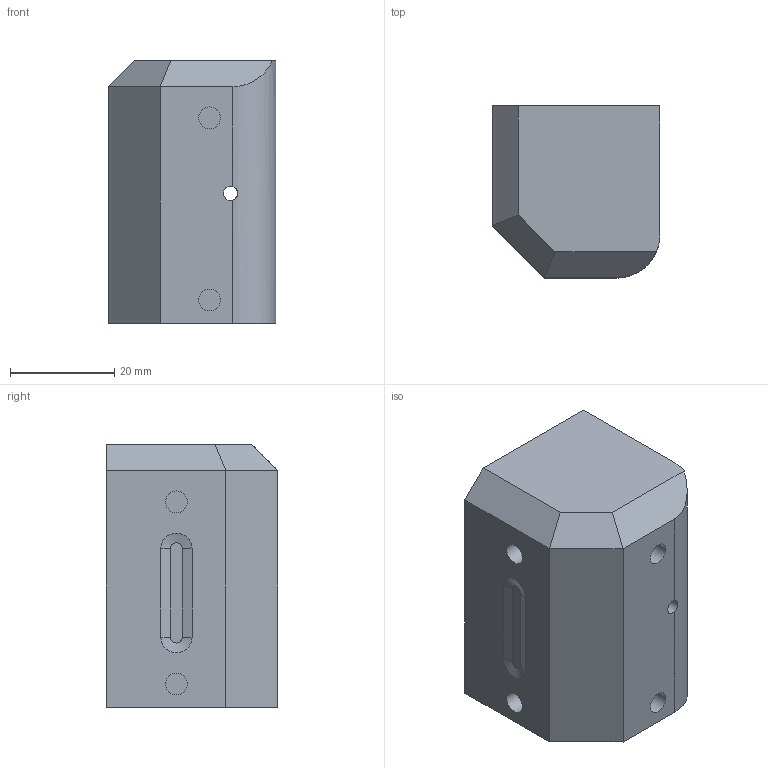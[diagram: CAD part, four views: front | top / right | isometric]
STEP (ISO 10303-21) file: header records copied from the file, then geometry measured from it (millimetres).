
FILE_DESCRIPTION(('FreeCAD Model'),'2;1');
FILE_NAME('Open CASCADE Shape Model','2024-09-25T10:30:12',('Author'),( ''),'Open CASCADE STEP processor 7.6','FreeCAD','Unknown');
FILE_SCHEMA(('AUTOMOTIVE_DESIGN { 1 0 10303 214 1 1 1 1 }'));
Length unit declared in the file: millimetre
Products named in the file (1): Pocket219
Bounding box: 32.25 x 33 x 50.5 mm (x, y, z)
Volume: 30814.6 mm3; surface area: 14131.5 mm2
Topology: 1 solids, 1 shells, 105 faces, 296 edges, 198 vertices
Faces by surface type: plane 59, cylinder 44, cone 2
Full cylindrical faces by diameter (mm): 2.75 x1, 4.2 x5, 5.6 x1, 8 x1
Entity records: 3612 total; most frequent: CARTESIAN_POINT 757, DIRECTION 599, ORIENTED_EDGE 592, EDGE_CURVE 296, AXIS2_PLACEMENT_3D 205, VERTEX_POINT 198, LINE 189, VECTOR 189
